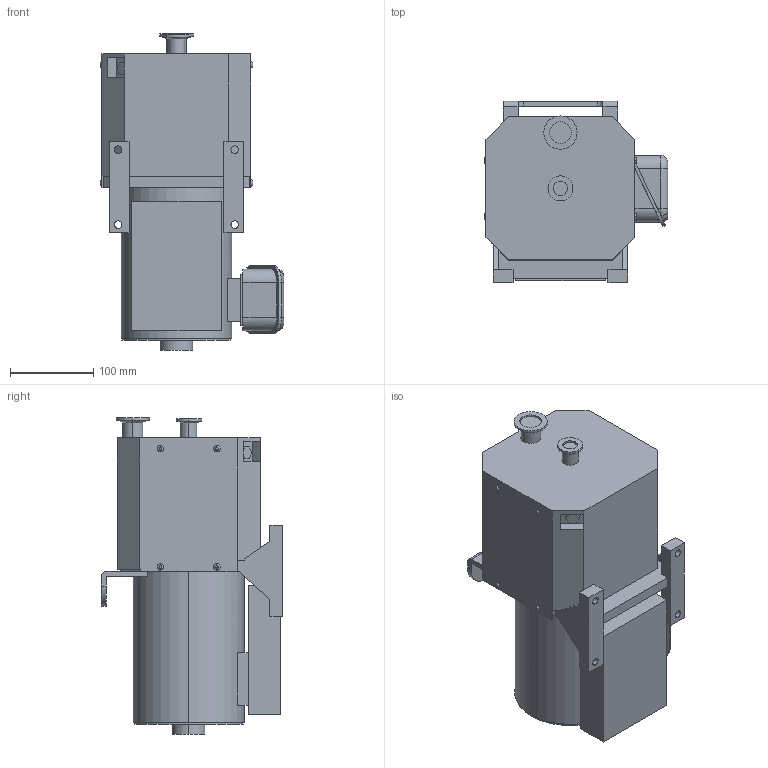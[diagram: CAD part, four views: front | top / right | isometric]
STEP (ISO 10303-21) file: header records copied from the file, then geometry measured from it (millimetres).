
FILE_DESCRIPTION (( 'STEP AP203' ), '1' );
FILE_NAME ('DVSL-100C-B.STEP', '2018-05-31T06:27:18', ( 'admin' ), ( 'Microsoft' ), 'SwSTEP 2.0', 'SolidWorks 2014', '' );
FILE_SCHEMA (( 'CONFIG_CONTROL_DESIGN' ));
Length unit declared in the file: millimetre
Products named in the file (4): DVSL-100C_pump; DVSL-100C-B_s-motor; DVSL-100C-B_t-box; DVSL-100C-B
Assembly tree (3 placements, depth 2):
  DVSL-100C-B
    DVSL-100C_pump
    DVSL-100C-B_s-motor
    DVSL-100C-B_t-box
Bounding box: 220.7 x 218 x 380.2 mm (x, y, z)
Volume: 8439075 mm3; surface area: 433364.8 mm2
Topology: 3 solids, 3 shells, 204 faces, 513 edges, 334 vertices
Faces by surface type: plane 130, cylinder 48, torus 20, cone 4, bspline 2
Entity records: 6663 total; most frequent: CARTESIAN_POINT 1235, DIRECTION 1065, ORIENTED_EDGE 1026, EDGE_CURVE 513, AXIS2_PLACEMENT_3D 356, VECTOR 353, LINE 353, VERTEX_POINT 334
